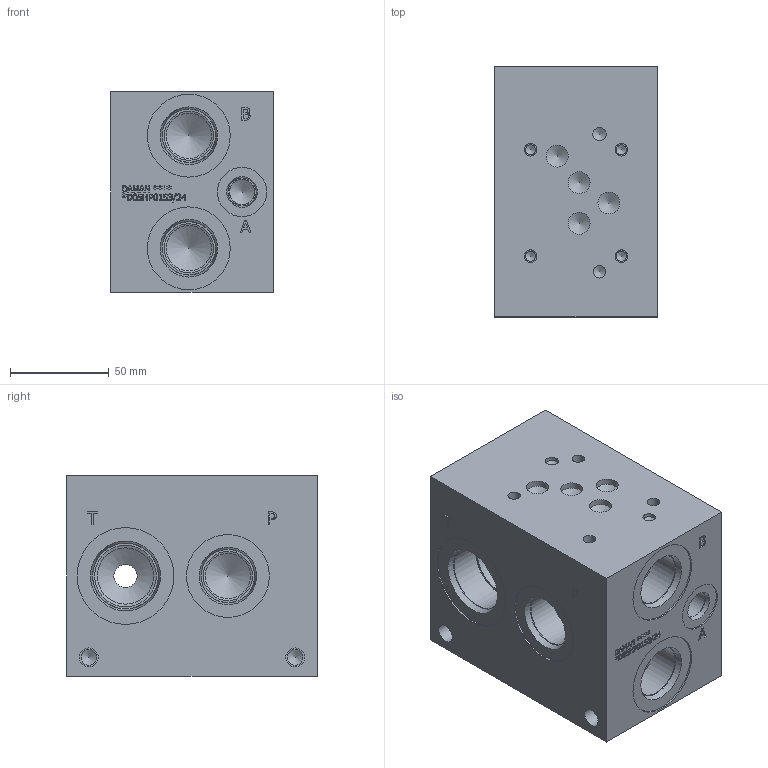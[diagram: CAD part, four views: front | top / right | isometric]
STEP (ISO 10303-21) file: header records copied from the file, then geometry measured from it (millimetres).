
FILE_DESCRIPTION(/* description */ (''),/* implementation_level */ '2;1');
FILE_NAME(/* name */ '_D05HP013S_24.stp',/* time_stamp */ '2020-03-26T11:25:05-04:00',/* author */ ('devonn'),/* organization */ (''),/* preprocessor_version */ 'ST-DEVELOPER v17',/* originating_system */ 'Autodesk Inventor 2019',/* authorisation */ '');
FILE_SCHEMA (('AUTOMOTIVE_DESIGN { 1 0 10303 214 3 1 1 }'));
Length unit declared in the file: millimetre
Products named in the file (1): Part_DD05HP013S~24_3D
Bounding box: 82.55 x 127 x 101.6 mm (x, y, z)
Volume: 916382.4 mm3; surface area: 87627.1 mm2
Topology: 1 solids, 1 shells, 593 faces, 1614 edges, 1088 vertices
Faces by surface type: plane 344, bspline 138, cylinder 63, cone 48
Full cylindrical faces by diameter (mm): 5.105 x4, 6.35 x5, 6.756 x1, 7.925 x4, 9.525 x4, 11.113 x3, 11.125 x1, 12.7 x2, 12.9 x1, 12.903 x1, 14.275 x2, 14.529 x2, 23.012 x4, 24.917 x4, 25.019 x2, 26.99 x2, 27 x2, 27.432 x4, 28.575 x2, 31.267 x2, 33.34 x1, 33.35 x1, 33.757 x2, 35.509 x1, 42.037 x4, 49.124 x2
Entity records: 19805 total; most frequent: CARTESIAN_POINT 5070, ORIENTED_EDGE 3188, DIRECTION 2468, EDGE_CURVE 1594, VERTEX_POINT 1088, LINE 1080, VECTOR 1080, AXIS2_PLACEMENT_3D 694
